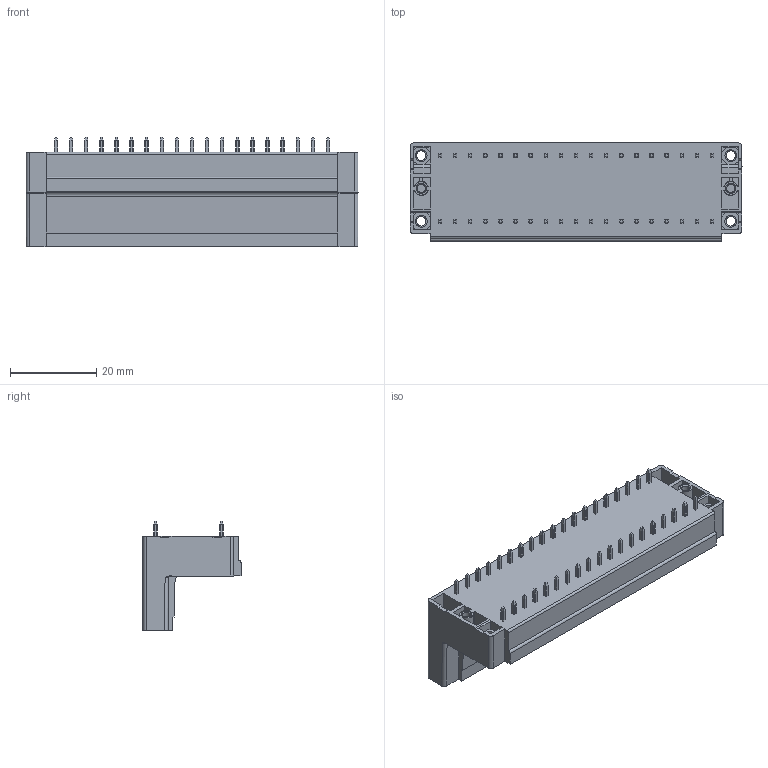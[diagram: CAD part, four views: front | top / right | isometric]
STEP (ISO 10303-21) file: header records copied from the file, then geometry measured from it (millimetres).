
FILE_DESCRIPTION((''),'2;1');
FILE_NAME('TLPHDW-005-1','2024-09-23T09:44:49',('sheji109'),(''),'CREO PARAMETRIC BY PTC INC, 2018100','CREO PARAMETRIC BY PTC INC, 2018100','');
FILE_SCHEMA(('CONFIG_CONTROL_DESIGN'));
Products named in the file (1): TLPHDW-005-1
Bounding box: 76.9 x 22.7 x 25.4 mm (x, y, z)
Volume: 17278.8 mm3; surface area: 16344.6 mm2
Topology: 1 solids, 1 shells, 3182 faces, 8834 edges, 5820 vertices
Faces by surface type: plane 2129, cylinder 777, cone 198, torus 76, bspline 2
Entity records: 101830 total; most frequent: CARTESIAN_POINT 20032, ORIENTED_EDGE 17668, DIRECTION 16220, EDGE_CURVE 8834, VECTOR 6384, LINE 6384, VERTEX_POINT 5820, AXIS2_PLACEMENT_3D 4918
